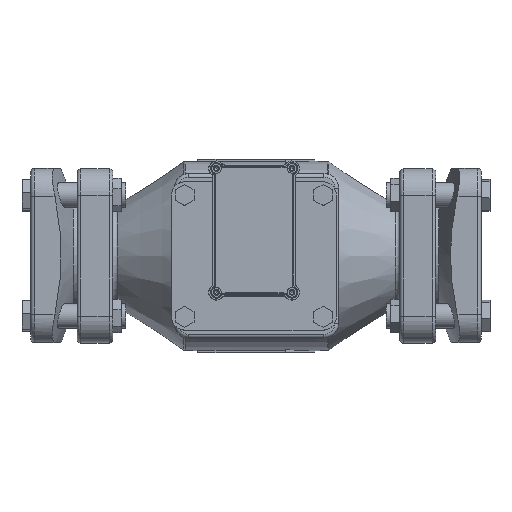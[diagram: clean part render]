
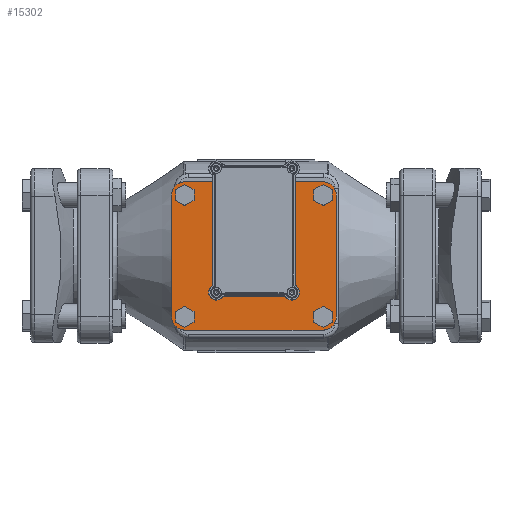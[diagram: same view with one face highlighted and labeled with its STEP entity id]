
A CAD part, top view. The second image highlights one B-rep face of the part: STEP entity #15302.
In plain terms, the highlighted planar face has unit normal (0, 0, 1).
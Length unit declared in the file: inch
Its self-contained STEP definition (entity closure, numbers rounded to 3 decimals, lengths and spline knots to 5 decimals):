
#1934=CIRCLE($,#16765,0.45);
#1936=CIRCLE($,#16769,0.45);
#1938=CIRCLE($,#16773,0.45);
#1940=CIRCLE($,#16777,0.45);
#2789=FACE_OUTER_BOUND($,#3855,.T.);
#3855=EDGE_LOOP($,(#13508,#13509,#13510,#13511,#13512,#13513,#13514,#13515));
#5060=LINE($,#30106,#6188);
#5064=LINE($,#30118,#6192);
#5068=LINE($,#30130,#6196);
#5072=LINE($,#30140,#6200);
#6188=VECTOR($,#20633,4.16089);
#6192=VECTOR($,#20645,4.71811);
#6196=VECTOR($,#20657,4.16089);
#6200=VECTOR($,#20669,4.71811);
#7505=VERTEX_POINT($,#30097);
#7506=VERTEX_POINT($,#30099);
#7508=VERTEX_POINT($,#30105);
#7510=VERTEX_POINT($,#30111);
#7512=VERTEX_POINT($,#30117);
#7514=VERTEX_POINT($,#30123);
#7516=VERTEX_POINT($,#30129);
#7518=VERTEX_POINT($,#30135);
#9520=EDGE_CURVE($,#7506,#7505,#1934,.T.);
#9523=EDGE_CURVE($,#7508,#7506,#5060,.T.);
#9526=EDGE_CURVE($,#7510,#7508,#1936,.T.);
#9529=EDGE_CURVE($,#7512,#7510,#5064,.T.);
#9532=EDGE_CURVE($,#7514,#7512,#1938,.T.);
#9535=EDGE_CURVE($,#7516,#7514,#5068,.T.);
#9538=EDGE_CURVE($,#7518,#7516,#1940,.T.);
#9541=EDGE_CURVE($,#7505,#7518,#5072,.T.);
#13508=ORIENTED_EDGE($,*,*,#9541,.T.);
#13509=ORIENTED_EDGE($,*,*,#9538,.T.);
#13510=ORIENTED_EDGE($,*,*,#9535,.T.);
#13511=ORIENTED_EDGE($,*,*,#9532,.T.);
#13512=ORIENTED_EDGE($,*,*,#9529,.T.);
#13513=ORIENTED_EDGE($,*,*,#9526,.T.);
#13514=ORIENTED_EDGE($,*,*,#9523,.T.);
#13515=ORIENTED_EDGE($,*,*,#9520,.T.);
#14544=PLANE($,#16780);
#15302=ADVANCED_FACE($,(#2789),#14544,.T.);
#16765=AXIS2_PLACEMENT_3D($,#30100,#20627,#20628);
#16769=AXIS2_PLACEMENT_3D($,#30112,#20639,#20640);
#16773=AXIS2_PLACEMENT_3D($,#30124,#20651,#20652);
#16777=AXIS2_PLACEMENT_3D($,#30136,#20663,#20664);
#16780=AXIS2_PLACEMENT_3D($,#30142,#20672,#20673);
#20627=DIRECTION('center_axis',(0.,0.,1.));
#20628=DIRECTION('ref_axis',(0.,1.,0.));
#20633=DIRECTION($,(0.,1.,0.));
#20639=DIRECTION('center_axis',(0.,0.,1.));
#20640=DIRECTION('ref_axis',(1.,0.,0.));
#20645=DIRECTION($,(1.,0.,0.));
#20651=DIRECTION('center_axis',(0.,0.,1.));
#20652=DIRECTION('ref_axis',(0.,-1.,0.));
#20657=DIRECTION($,(0.,-1.,0.));
#20663=DIRECTION('center_axis',(0.,0.,1.));
#20664=DIRECTION('ref_axis',(-1.,0.,0.));
#20669=DIRECTION($,(-1.,0.,0.));
#20672=DIRECTION('center_axis',(0.,0.,1.));
#20673=DIRECTION('ref_axis',(1.,0.,0.));
#30097=CARTESIAN_POINT('',(8.97905,2.50594,6.79));
#30099=CARTESIAN_POINT('',(9.42905,2.05594,6.79));
#30100=CARTESIAN_POINT('Origin',(8.97905,2.05594,6.79));
#30105=CARTESIAN_POINT('',(9.42905,-2.10494,6.79));
#30106=CARTESIAN_POINT($,(9.42905,2.05594,6.79));
#30111=CARTESIAN_POINT('',(8.97905,-2.55494,6.79));
#30112=CARTESIAN_POINT('Origin',(8.97905,-2.10494,6.79));
#30117=CARTESIAN_POINT('',(4.26095,-2.55494,6.79));
#30118=CARTESIAN_POINT($,(8.97905,-2.55494,6.79));
#30123=CARTESIAN_POINT('',(3.81095,-2.10494,6.79));
#30124=CARTESIAN_POINT('Origin',(4.26095,-2.10494,6.79));
#30129=CARTESIAN_POINT('',(3.81095,2.05594,6.79));
#30130=CARTESIAN_POINT($,(3.81095,-2.10494,6.79));
#30135=CARTESIAN_POINT('',(4.26095,2.50594,6.79));
#30136=CARTESIAN_POINT('Origin',(4.26095,2.05594,6.79));
#30140=CARTESIAN_POINT($,(4.26095,2.50594,6.79));
#30142=CARTESIAN_POINT('Origin',(6.62,-0.0245,6.79));
